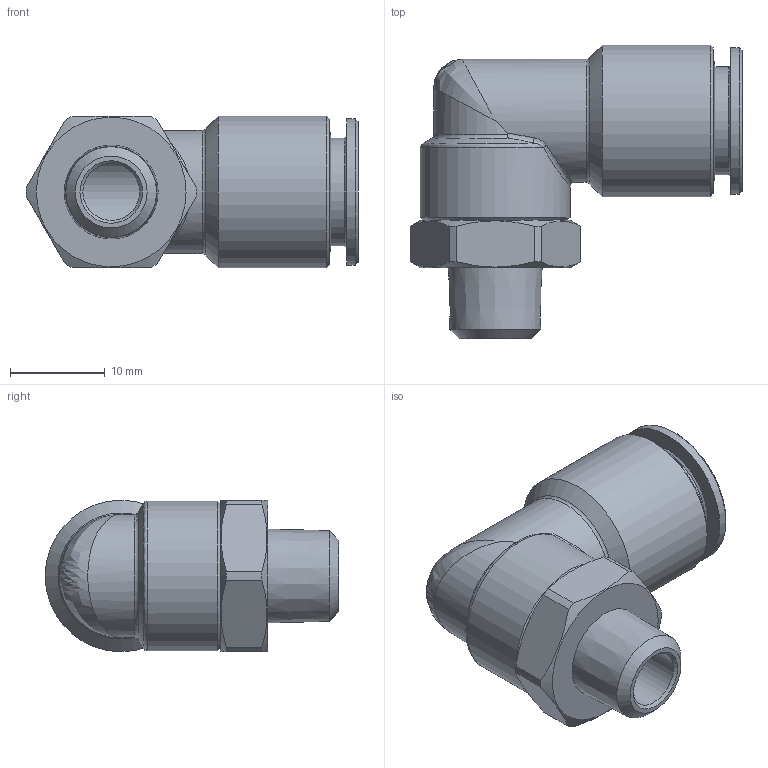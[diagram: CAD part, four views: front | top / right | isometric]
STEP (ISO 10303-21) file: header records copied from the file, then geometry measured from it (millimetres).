
FILE_DESCRIPTION(( 'MA.15.10.18.stp' ), '1');
FILE_NAME( 'MA.15.10.18.stp', '2021-03-01T10:44:02',( 'Sopra'),('sopra-pneumatic.com'), 'SwSTEP 2.0','SolidWorks 2009','' );
FILE_SCHEMA( ( 'AUTOMOTIVE_DESIGN { 1 0 10303 214 1 1 1 1 }' ) );
Length unit declared in the file: metre
Products named in the file (1): Taglia-Rivoluzione1
Bounding box: 35.05 x 31 x 16 mm (x, y, z)
Volume: 4883 mm3; surface area: 3996.9 mm2
Topology: 1 solids, 1 shells, 54 faces, 129 edges, 79 vertices
Faces by surface type: cylinder 16, cone 15, plane 13, bspline 6, torus 4
Full cylindrical faces by diameter (mm): 6 x1, 8 x1, 8.5 x1, 10.15 x1, 11.4 x1, 13 x1, 15.5 x1, 15.8 x1, 16 x1
Entity records: 2336 total; most frequent: CARTESIAN_POINT 829, DIRECTION 208, ORIENTED_EDGE 196, AXIS2_PLACEMENT_3D 98, EDGE_CURVE 98, EDGE_LOOP 85, VERTEX_POINT 75, FACE_OUTER_BOUND 65
